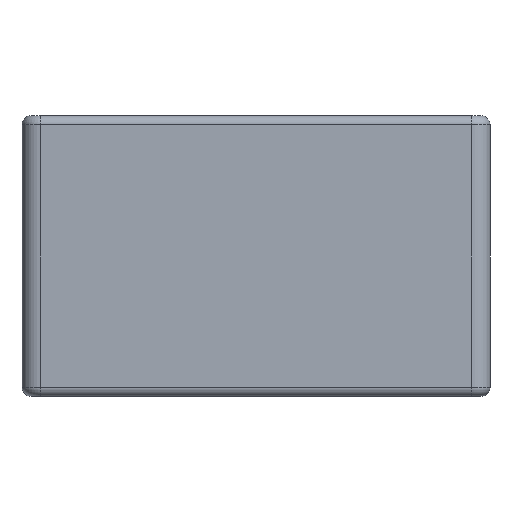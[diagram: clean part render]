
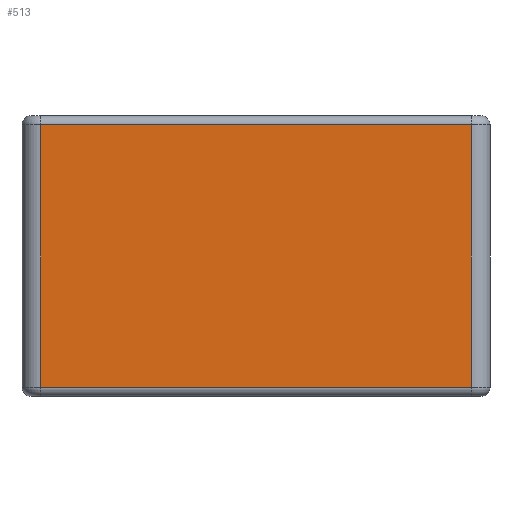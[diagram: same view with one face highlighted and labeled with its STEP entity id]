
A CAD part, left-side view. The second image highlights one B-rep face of the part: STEP entity #513.
In plain terms, the highlighted planar face has unit normal (-1, 0, 0).
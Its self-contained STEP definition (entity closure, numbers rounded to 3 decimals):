
#32 = CYLINDRICAL_SURFACE('',#33,0.2);
#33 = AXIS2_PLACEMENT_3D('',#34,#35,#36);
#34 = CARTESIAN_POINT('',(-2.3,2.3,0.));
#35 = DIRECTION('',(-0.,-0.,-1.));
#36 = DIRECTION('',(1.,0.,0.));
#57 = VERTEX_POINT('',#58);
#58 = CARTESIAN_POINT('',(-2.5,2.3,2.9));
#85 = EDGE_CURVE('',#86,#57,#88,.T.);
#86 = VERTEX_POINT('',#87);
#87 = CARTESIAN_POINT('',(-2.5,2.3,0.1));
#88 = SURFACE_CURVE('',#89,(#93,#100),.PCURVE_S1.);
#89 = LINE('',#90,#91);
#90 = CARTESIAN_POINT('',(-2.5,2.3,0.));
#91 = VECTOR('',#92,1.);
#92 = DIRECTION('',(0.,0.,1.));
#93 = PCURVE('',#32,#94);
#94 = DEFINITIONAL_REPRESENTATION('',(#95),#99);
#95 = LINE('',#96,#97);
#96 = CARTESIAN_POINT('',(-3.142,0.));
#97 = VECTOR('',#98,1.);
#98 = DIRECTION('',(-0.,-1.));
#99 = ( GEOMETRIC_REPRESENTATION_CONTEXT(2) 
PARAMETRIC_REPRESENTATION_CONTEXT() REPRESENTATION_CONTEXT('2D SPACE',''
  ) );
#100 = PCURVE('',#101,#106);
#101 = PLANE('',#102);
#102 = AXIS2_PLACEMENT_3D('',#103,#104,#105);
#103 = CARTESIAN_POINT('',(-2.5,-2.3,0.));
#104 = DIRECTION('',(-1.,0.,0.));
#105 = DIRECTION('',(0.,1.,0.));
#106 = DEFINITIONAL_REPRESENTATION('',(#107),#111);
#107 = LINE('',#108,#109);
#108 = CARTESIAN_POINT('',(4.6,0.));
#109 = VECTOR('',#110,1.);
#110 = DIRECTION('',(0.,-1.));
#111 = ( GEOMETRIC_REPRESENTATION_CONTEXT(2) 
PARAMETRIC_REPRESENTATION_CONTEXT() REPRESENTATION_CONTEXT('2D SPACE',''
  ) );
#358 = CYLINDRICAL_SURFACE('',#359,0.1);
#359 = AXIS2_PLACEMENT_3D('',#360,#361,#362);
#360 = CARTESIAN_POINT('',(-2.4,-2.3,0.1));
#361 = DIRECTION('',(0.,1.,0.));
#362 = DIRECTION('',(-1.,0.,0.));
#446 = CYLINDRICAL_SURFACE('',#447,0.1);
#447 = AXIS2_PLACEMENT_3D('',#448,#449,#450);
#448 = CARTESIAN_POINT('',(-2.4,-2.3,2.9));
#449 = DIRECTION('',(0.,1.,0.));
#450 = DIRECTION('',(0.,-0.,1.));
#513 = ADVANCED_FACE('',(#514),#101,.T.);
#514 = FACE_BOUND('',#515,.T.);
#515 = EDGE_LOOP('',(#516,#546,#567,#568));
#516 = ORIENTED_EDGE('',*,*,#517,.T.);
#517 = EDGE_CURVE('',#518,#520,#522,.T.);
#518 = VERTEX_POINT('',#519);
#519 = CARTESIAN_POINT('',(-2.5,-2.3,0.1));
#520 = VERTEX_POINT('',#521);
#521 = CARTESIAN_POINT('',(-2.5,-2.3,2.9));
#522 = SURFACE_CURVE('',#523,(#527,#534),.PCURVE_S1.);
#523 = LINE('',#524,#525);
#524 = CARTESIAN_POINT('',(-2.5,-2.3,0.));
#525 = VECTOR('',#526,1.);
#526 = DIRECTION('',(0.,0.,1.));
#527 = PCURVE('',#101,#528);
#528 = DEFINITIONAL_REPRESENTATION('',(#529),#533);
#529 = LINE('',#530,#531);
#530 = CARTESIAN_POINT('',(0.,0.));
#531 = VECTOR('',#532,1.);
#532 = DIRECTION('',(0.,-1.));
#533 = ( GEOMETRIC_REPRESENTATION_CONTEXT(2) 
PARAMETRIC_REPRESENTATION_CONTEXT() REPRESENTATION_CONTEXT('2D SPACE',''
  ) );
#534 = PCURVE('',#535,#540);
#535 = CYLINDRICAL_SURFACE('',#536,0.2);
#536 = AXIS2_PLACEMENT_3D('',#537,#538,#539);
#537 = CARTESIAN_POINT('',(-2.3,-2.3,0.));
#538 = DIRECTION('',(-0.,-0.,-1.));
#539 = DIRECTION('',(1.,0.,0.));
#540 = DEFINITIONAL_REPRESENTATION('',(#541),#545);
#541 = LINE('',#542,#543);
#542 = CARTESIAN_POINT('',(-3.142,0.));
#543 = VECTOR('',#544,1.);
#544 = DIRECTION('',(-0.,-1.));
#545 = ( GEOMETRIC_REPRESENTATION_CONTEXT(2) 
PARAMETRIC_REPRESENTATION_CONTEXT() REPRESENTATION_CONTEXT('2D SPACE',''
  ) );
#546 = ORIENTED_EDGE('',*,*,#547,.T.);
#547 = EDGE_CURVE('',#520,#57,#548,.T.);
#548 = SURFACE_CURVE('',#549,(#553,#560),.PCURVE_S1.);
#549 = LINE('',#550,#551);
#550 = CARTESIAN_POINT('',(-2.5,-2.3,2.9));
#551 = VECTOR('',#552,1.);
#552 = DIRECTION('',(0.,1.,0.));
#553 = PCURVE('',#101,#554);
#554 = DEFINITIONAL_REPRESENTATION('',(#555),#559);
#555 = LINE('',#556,#557);
#556 = CARTESIAN_POINT('',(0.,-2.9));
#557 = VECTOR('',#558,1.);
#558 = DIRECTION('',(1.,0.));
#559 = ( GEOMETRIC_REPRESENTATION_CONTEXT(2) 
PARAMETRIC_REPRESENTATION_CONTEXT() REPRESENTATION_CONTEXT('2D SPACE',''
  ) );
#560 = PCURVE('',#446,#561);
#561 = DEFINITIONAL_REPRESENTATION('',(#562),#566);
#562 = LINE('',#563,#564);
#563 = CARTESIAN_POINT('',(-1.571,0.));
#564 = VECTOR('',#565,1.);
#565 = DIRECTION('',(-0.,1.));
#566 = ( GEOMETRIC_REPRESENTATION_CONTEXT(2) 
PARAMETRIC_REPRESENTATION_CONTEXT() REPRESENTATION_CONTEXT('2D SPACE',''
  ) );
#567 = ORIENTED_EDGE('',*,*,#85,.F.);
#568 = ORIENTED_EDGE('',*,*,#569,.F.);
#569 = EDGE_CURVE('',#518,#86,#570,.T.);
#570 = SURFACE_CURVE('',#571,(#575,#582),.PCURVE_S1.);
#571 = LINE('',#572,#573);
#572 = CARTESIAN_POINT('',(-2.5,-2.3,0.1));
#573 = VECTOR('',#574,1.);
#574 = DIRECTION('',(0.,1.,0.));
#575 = PCURVE('',#101,#576);
#576 = DEFINITIONAL_REPRESENTATION('',(#577),#581);
#577 = LINE('',#578,#579);
#578 = CARTESIAN_POINT('',(0.,-0.1));
#579 = VECTOR('',#580,1.);
#580 = DIRECTION('',(1.,0.));
#581 = ( GEOMETRIC_REPRESENTATION_CONTEXT(2) 
PARAMETRIC_REPRESENTATION_CONTEXT() REPRESENTATION_CONTEXT('2D SPACE',''
  ) );
#582 = PCURVE('',#358,#583);
#583 = DEFINITIONAL_REPRESENTATION('',(#584),#588);
#584 = LINE('',#585,#586);
#585 = CARTESIAN_POINT('',(-0.,0.));
#586 = VECTOR('',#587,1.);
#587 = DIRECTION('',(-0.,1.));
#588 = ( GEOMETRIC_REPRESENTATION_CONTEXT(2) 
PARAMETRIC_REPRESENTATION_CONTEXT() REPRESENTATION_CONTEXT('2D SPACE',''
  ) );
